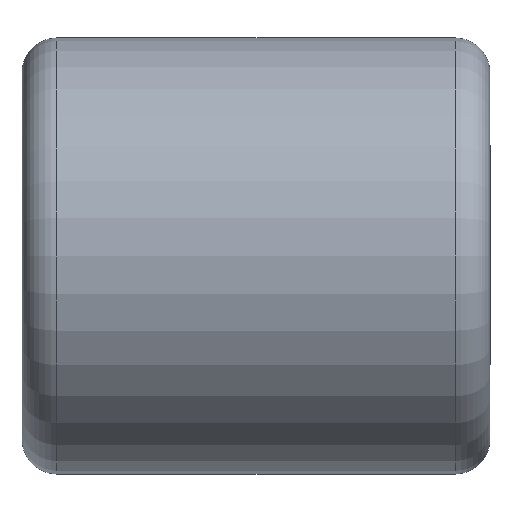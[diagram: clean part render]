
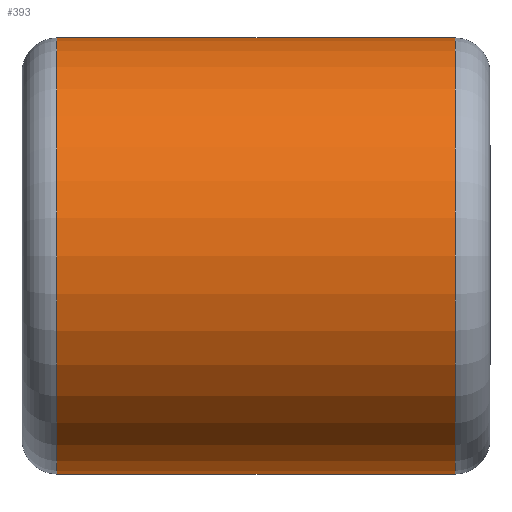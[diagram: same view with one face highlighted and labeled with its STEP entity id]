
A CAD part, front view. The second image highlights one B-rep face of the part: STEP entity #393.
In plain terms, the highlighted cylindrical face has radius 41 mm (diameter 82 mm), a partial arc.
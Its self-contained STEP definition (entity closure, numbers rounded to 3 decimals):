
#278 = VECTOR ( 'NONE', #3395, 1000. ) ;
#393 = ADVANCED_FACE ( 'NONE', ( #3609 ), #2496, .T. ) ;
#435 = AXIS2_PLACEMENT_3D ( 'NONE', #2335, #2178, #4377 ) ;
#544 = VERTEX_POINT ( 'NONE', #1908 ) ;
#738 = DIRECTION ( 'NONE',  ( -1., 0., 0. ) ) ;
#944 = AXIS2_PLACEMENT_3D ( 'NONE', #1785, #4290, #1061 ) ;
#945 = VERTEX_POINT ( 'NONE', #4276 ) ;
#992 = ORIENTED_EDGE ( 'NONE', *, *, #4381, .T. ) ;
#1042 = CARTESIAN_POINT ( 'NONE',  ( -57.637, 0., 291.987 ) ) ;
#1061 = DIRECTION ( 'NONE',  ( 0., 0., 1. ) ) ;
#1167 = AXIS2_PLACEMENT_3D ( 'NONE', #1042, #2426, #1383 ) ;
#1383 = DIRECTION ( 'NONE',  ( 0., 0., 1. ) ) ;
#1408 = ORIENTED_EDGE ( 'NONE', *, *, #3512, .F. ) ;
#1464 = VERTEX_POINT ( 'NONE', #3332 ) ;
#1513 = CARTESIAN_POINT ( 'NONE',  ( 37.5, 0., 250.987 ) ) ;
#1785 = CARTESIAN_POINT ( 'NONE',  ( 37.5, 0., 291.987 ) ) ;
#1819 = LINE ( 'NONE', #2828, #2806 ) ;
#1908 = CARTESIAN_POINT ( 'NONE',  ( -37.5, 0., 250.987 ) ) ;
#2066 = LINE ( 'NONE', #2720, #278 ) ;
#2178 = DIRECTION ( 'NONE',  ( 1., 0., 0. ) ) ;
#2309 = EDGE_CURVE ( 'NONE', #945, #1464, #1819, .T. ) ;
#2335 = CARTESIAN_POINT ( 'NONE',  ( -37.5, 0., 291.987 ) ) ;
#2416 = VERTEX_POINT ( 'NONE', #1513 ) ;
#2426 = DIRECTION ( 'NONE',  ( -1., 0., 0. ) ) ;
#2496 = CYLINDRICAL_SURFACE ( 'NONE', #1167, 41. ) ;
#2637 = EDGE_CURVE ( 'NONE', #2416, #945, #3871, .T. ) ;
#2685 = CIRCLE ( 'NONE', #435, 41. ) ;
#2720 = CARTESIAN_POINT ( 'NONE',  ( -57.637, 0., 250.987 ) ) ;
#2806 = VECTOR ( 'NONE', #738, 1000. ) ;
#2828 = CARTESIAN_POINT ( 'NONE',  ( -57.637, 0., 332.987 ) ) ;
#3192 = ORIENTED_EDGE ( 'NONE', *, *, #2637, .T. ) ;
#3330 = EDGE_LOOP ( 'NONE', ( #1408, #3192, #3429, #992 ) ) ;
#3332 = CARTESIAN_POINT ( 'NONE',  ( -37.5, 0., 332.987 ) ) ;
#3395 = DIRECTION ( 'NONE',  ( -1., 0., 0. ) ) ;
#3429 = ORIENTED_EDGE ( 'NONE', *, *, #2309, .T. ) ;
#3512 = EDGE_CURVE ( 'NONE', #2416, #544, #2066, .T. ) ;
#3609 = FACE_OUTER_BOUND ( 'NONE', #3330, .T. ) ;
#3871 = CIRCLE ( 'NONE', #944, 41. ) ;
#4276 = CARTESIAN_POINT ( 'NONE',  ( 37.5, 0., 332.987 ) ) ;
#4290 = DIRECTION ( 'NONE',  ( -1., 0., 0. ) ) ;
#4377 = DIRECTION ( 'NONE',  ( 0., 0., -1. ) ) ;
#4381 = EDGE_CURVE ( 'NONE', #1464, #544, #2685, .T. ) ;
